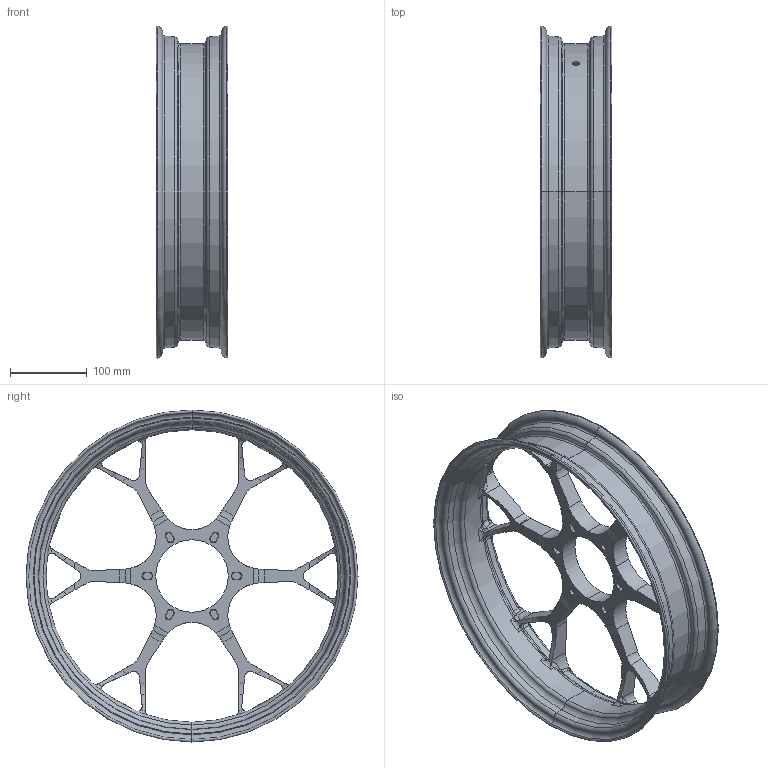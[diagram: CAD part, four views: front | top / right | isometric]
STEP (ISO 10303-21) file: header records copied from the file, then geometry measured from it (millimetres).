
FILE_DESCRIPTION (( 'STEP AP214' ), '1' );
FILE_NAME ('rimmachined v13.2.STEP', '2025-02-07T19:10:57', ( '' ), ( '' ), 'SwSTEP 2.0', 'SolidWorks 2023', '' );
FILE_SCHEMA (( 'AUTOMOTIVE_DESIGN' ));
Length unit declared in the file: millimetre
Products named in the file (1): rimmachined v13.2
Bounding box: 93.59 x 431.57 x 431.57 mm (x, y, z)
Volume: 850861.8 mm3; surface area: 401699.8 mm2
Topology: 1 solids, 1 shells, 492 faces, 1314 edges, 786 vertices
Faces by surface type: bspline 132, cylinder 114, torus 111, plane 78, cone 57
Entity records: 23912 total; most frequent: CARTESIAN_POINT 13021, ORIENTED_EDGE 2580, DIRECTION 1945, EDGE_CURVE 1290, AXIS2_PLACEMENT_3D 836, VERTEX_POINT 786, B_SPLINE_CURVE_WITH_KNOTS 542, EDGE_LOOP 506
